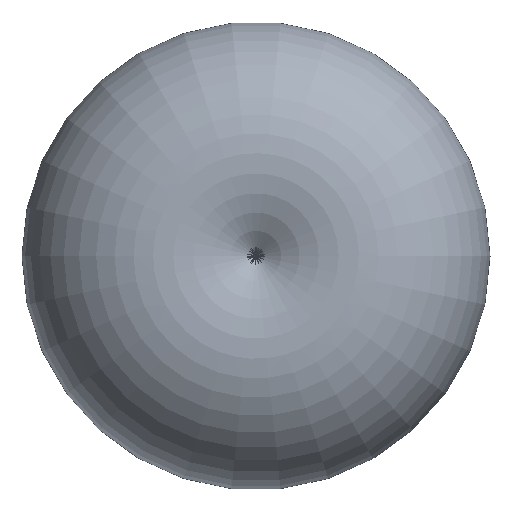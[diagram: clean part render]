
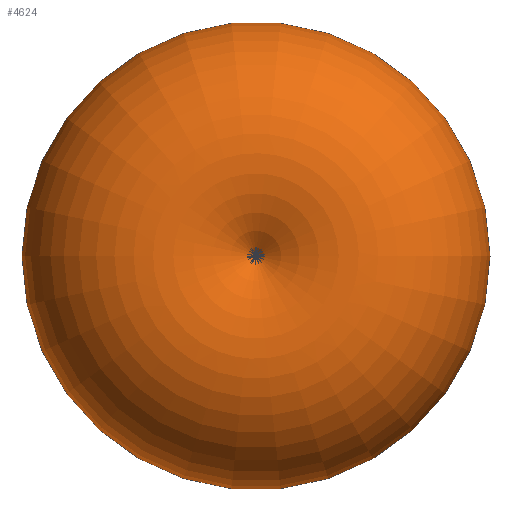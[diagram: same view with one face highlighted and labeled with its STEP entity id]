
A CAD part, left-side view. The second image highlights one B-rep face of the part: STEP entity #4624.
In plain terms, the highlighted toroidal (fillet/blend) face has major radius 107.528 mm and minor radius 162.827 mm.
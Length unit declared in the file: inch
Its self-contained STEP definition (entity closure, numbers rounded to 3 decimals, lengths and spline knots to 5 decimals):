
#947=DEGENERATE_TOROIDAL_SURFACE('',#4981,4.23337,6.41053,
 .F.);
#1525=CIRCLE('',#4815,6.41053);
#1614=CIRCLE('',#4982,6.41053);
#1761=VERTEX_POINT('',#7142);
#1764=VERTEX_POINT('',#7161);
#1803=VERTEX_POINT('',#8069);
#1895=VERTEX_POINT('',#9111);
#2168=B_SPLINE_CURVE_WITH_KNOTS('',3,(#9024,#9025,#9026,#9027,#9028,#9029,
#9030,#9031,#9032,#9033,#9034,#9035,#9036,#9037),.UNSPECIFIED.,.F.,.U.,
(4,2,2,2,2,2,4),(0.,1.51214,5.4697,9.13754,
12.22754,14.72307,16.28278),.UNSPECIFIED.);
#2170=B_SPLINE_CURVE_WITH_KNOTS('',3,(#9112,#9113,#9114,#9115,#9116,#9117,
#9118,#9119,#9120,#9121,#9122,#9123,#9124,#9125,#9126,#9127,#9128,#9129,
#9130),.UNSPECIFIED.,.F.,.U.,(4,3,3,3,3,3,4),(-16.28278,-14.72307,
-12.22754,-9.13754,-5.4697,-1.51214,
0.),.UNSPECIFIED.);
#2268=EDGE_CURVE('',#1764,#1761,#1525,.T.);
#2481=EDGE_CURVE('',#1803,#1764,#2168,.F.);
#2484=EDGE_CURVE('',#1895,#1803,#1614,.T.);
#2485=EDGE_CURVE('',#1761,#1895,#2170,.T.);
#3282=ORIENTED_EDGE('',*,*,#2481,.F.);
#3283=ORIENTED_EDGE('',*,*,#2484,.F.);
#3284=ORIENTED_EDGE('',*,*,#2485,.F.);
#3285=ORIENTED_EDGE('',*,*,#2268,.F.);
#4054=EDGE_LOOP('',(#3282,#3283,#3284,#3285));
#4339=FACE_BOUND('',#4054,.T.);
#4624=ADVANCED_FACE('',(#4339),#947,.T.);
#4815=AXIS2_PLACEMENT_3D('',#7162,#5280,#5281);
#4981=AXIS2_PLACEMENT_3D('',#9109,#5658,$);
#4982=AXIS2_PLACEMENT_3D('',#9110,#5659,#5660);
#5280=DIRECTION('',(0.,0.,-1.));
#5281=DIRECTION('',(6.411,0.,0.));
#5658=DIRECTION('',(-1.,0.,0.));
#5659=DIRECTION('',(0.,0.,-1.));
#5660=DIRECTION('',(-6.411,0.,0.));
#7142=CARTESIAN_POINT('',(-0.87228,-2.11754,2.25197));
#7161=CARTESIAN_POINT('',(0.87228,-2.11754,2.25197));
#7162=CARTESIAN_POINT('',(0.,4.23337,2.25197));
#8069=CARTESIAN_POINT('',(0.87228,2.11754,2.25197));
#9024=CARTESIAN_POINT('',(0.87228,-2.11754,2.25197));
#9025=CARTESIAN_POINT('',(0.84346,-2.1215,2.45797));
#9026=CARTESIAN_POINT('',(0.81425,-2.09461,2.66681));
#9027=CARTESIAN_POINT('',(0.71374,-1.89141,3.38517));
#9028=CARTESIAN_POINT('',(0.64906,-1.53357,3.84725));
#9029=CARTESIAN_POINT('',(0.57546,-0.62141,4.37299));
#9030=CARTESIAN_POINT('',(0.56306,-0.08953,4.46157));
#9031=CARTESIAN_POINT('',(0.58823,0.82799,4.28181));
#9032=CARTESIAN_POINT('',(0.61819,1.22199,4.06778));
#9033=CARTESIAN_POINT('',(0.69477,1.75633,3.52063));
#9034=CARTESIAN_POINT('',(0.73755,1.93578,3.21496));
#9035=CARTESIAN_POINT('',(0.8123,2.09285,2.68073));
#9036=CARTESIAN_POINT('',(0.84256,2.12162,2.46445));
#9037=CARTESIAN_POINT('',(0.87228,2.11754,2.25197));
#9109=CARTESIAN_POINT('',(0.,0.,2.25197));
#9110=CARTESIAN_POINT('',(0.,-4.23337,2.25197));
#9111=CARTESIAN_POINT('',(-0.87228,2.11754,2.25197));
#9112=CARTESIAN_POINT('',(-0.87228,-2.11754,2.25197));
#9113=CARTESIAN_POINT('',(-0.84256,-2.12162,2.46445));
#9114=CARTESIAN_POINT('',(-0.8123,-2.09285,2.68073));
#9115=CARTESIAN_POINT('',(-0.78355,-2.03244,2.8862));
#9116=CARTESIAN_POINT('',(-0.73755,-1.93578,3.21496));
#9117=CARTESIAN_POINT('',(-0.69477,-1.75633,3.52063));
#9118=CARTESIAN_POINT('',(-0.66056,-1.51759,3.76509));
#9119=CARTESIAN_POINT('',(-0.61819,-1.22199,4.06778));
#9120=CARTESIAN_POINT('',(-0.58823,-0.82799,4.28181));
#9121=CARTESIAN_POINT('',(-0.57672,-0.40846,4.364));
#9122=CARTESIAN_POINT('',(-0.56306,0.08953,4.46157));
#9123=CARTESIAN_POINT('',(-0.57546,0.62141,4.37299));
#9124=CARTESIAN_POINT('',(-0.61086,1.06016,4.12011));
#9125=CARTESIAN_POINT('',(-0.64906,1.53357,3.84725));
#9126=CARTESIAN_POINT('',(-0.71374,1.89141,3.38517));
#9127=CARTESIAN_POINT('',(-0.78646,2.03844,2.86541));
#9128=CARTESIAN_POINT('',(-0.81425,2.09461,2.66681));
#9129=CARTESIAN_POINT('',(-0.84346,2.1215,2.45797));
#9130=CARTESIAN_POINT('',(-0.87228,2.11754,2.25197));
